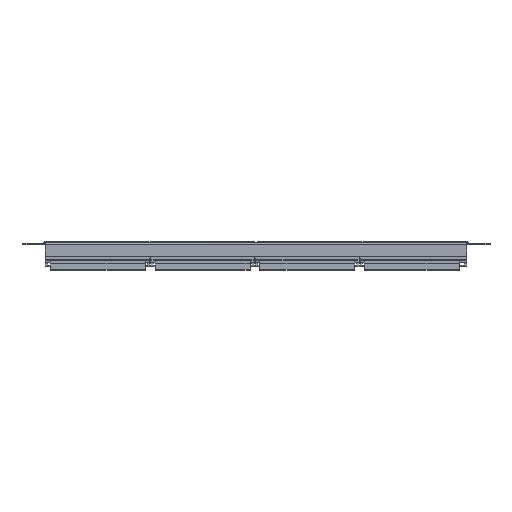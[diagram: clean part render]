
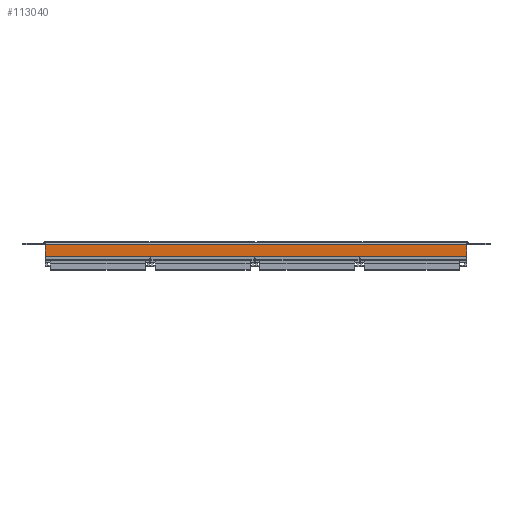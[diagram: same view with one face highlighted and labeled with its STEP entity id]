
A CAD part, front view. The second image highlights one B-rep face of the part: STEP entity #113040.
In plain terms, the highlighted planar face has unit normal (0, -1, 0).
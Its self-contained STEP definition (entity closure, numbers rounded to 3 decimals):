
#670 = LINE ( 'NONE', #122315, #120548 ) ;
#2799 = EDGE_CURVE ( 'NONE', #13044, #47553, #670, .T. ) ;
#13044 = VERTEX_POINT ( 'NONE', #85582 ) ;
#15226 = CARTESIAN_POINT ( 'NONE',  ( -217.5, -22., -12. ) ) ;
#17260 = EDGE_CURVE ( 'NONE', #67120, #27966, #94748, .T. ) ;
#27966 = VERTEX_POINT ( 'NONE', #40378 ) ;
#30486 = ORIENTED_EDGE ( 'NONE', *, *, #52456, .F. ) ;
#31431 = CARTESIAN_POINT ( 'NONE',  ( -217.5, -22., -16.3 ) ) ;
#37217 = VECTOR ( 'NONE', #49690, 1000. ) ;
#40378 = CARTESIAN_POINT ( 'NONE',  ( -217.5, -22., 0. ) ) ;
#47553 = VERTEX_POINT ( 'NONE', #57271 ) ;
#48342 = CARTESIAN_POINT ( 'NONE',  ( 217.5, -22., -16.3 ) ) ;
#49690 = DIRECTION ( 'NONE',  ( 0., 0., 1. ) ) ;
#49796 = ORIENTED_EDGE ( 'NONE', *, *, #51854, .T. ) ;
#51854 = EDGE_CURVE ( 'NONE', #74266, #27966, #96509, .T. ) ;
#52456 = EDGE_CURVE ( 'NONE', #56976, #67120, #103116, .T. ) ;
#56976 = VERTEX_POINT ( 'NONE', #92093 ) ;
#57271 = CARTESIAN_POINT ( 'NONE',  ( 217.5, -22., 0. ) ) ;
#57710 = EDGE_CURVE ( 'NONE', #56976, #47553, #107695, .T. ) ;
#64931 = EDGE_CURVE ( 'NONE', #13044, #74266, #84933, .T. ) ;
#65322 = VECTOR ( 'NONE', #124983, 1000. ) ;
#66202 = AXIS2_PLACEMENT_3D ( 'NONE', #116681, #117129, #96471 ) ;
#67120 = VERTEX_POINT ( 'NONE', #15226 ) ;
#69048 = CARTESIAN_POINT ( 'NONE',  ( -217.5, -22., 0.5 ) ) ;
#69068 = DIRECTION ( 'NONE',  ( -1., 0., 0. ) ) ;
#72608 = ORIENTED_EDGE ( 'NONE', *, *, #57710, .T. ) ;
#73036 = ORIENTED_EDGE ( 'NONE', *, *, #64931, .T. ) ;
#74266 = VERTEX_POINT ( 'NONE', #69048 ) ;
#82256 = ORIENTED_EDGE ( 'NONE', *, *, #17260, .F. ) ;
#84933 = LINE ( 'NONE', #96556, #88191 ) ;
#85547 = PLANE ( 'NONE',  #66202 ) ;
#85582 = CARTESIAN_POINT ( 'NONE',  ( 217.5, -22., 0.5 ) ) ;
#88191 = VECTOR ( 'NONE', #69068, 1000. ) ;
#89896 = ORIENTED_EDGE ( 'NONE', *, *, #2799, .F. ) ;
#91605 = FACE_OUTER_BOUND ( 'NONE', #103303, .T. ) ;
#92093 = CARTESIAN_POINT ( 'NONE',  ( 217.5, -22., -12. ) ) ;
#94748 = LINE ( 'NONE', #31431, #65322 ) ;
#96471 = DIRECTION ( 'NONE',  ( 0., 0., 1. ) ) ;
#96509 = LINE ( 'NONE', #103958, #104833 ) ;
#96556 = CARTESIAN_POINT ( 'NONE',  ( -217.5, -22., 0.5 ) ) ;
#101630 = DIRECTION ( 'NONE',  ( 0., 0., -1. ) ) ;
#103116 = LINE ( 'NONE', #104896, #127744 ) ;
#103303 = EDGE_LOOP ( 'NONE', ( #89896, #73036, #49796, #82256, #30486, #72608 ) ) ;
#103958 = CARTESIAN_POINT ( 'NONE',  ( -217.5, -22., 1.5 ) ) ;
#104833 = VECTOR ( 'NONE', #128282, 1000. ) ;
#104896 = CARTESIAN_POINT ( 'NONE',  ( 217.5, -22., -12. ) ) ;
#107695 = LINE ( 'NONE', #48342, #37217 ) ;
#113040 = ADVANCED_FACE ( 'NONE', ( #91605 ), #85547, .F. ) ;
#116681 = CARTESIAN_POINT ( 'NONE',  ( -241.5, -22., 1.5 ) ) ;
#117129 = DIRECTION ( 'NONE',  ( 0., 1., 0. ) ) ;
#120548 = VECTOR ( 'NONE', #101630, 1000. ) ;
#122315 = CARTESIAN_POINT ( 'NONE',  ( 217.5, -22., 1.5 ) ) ;
#124983 = DIRECTION ( 'NONE',  ( 0., 0., 1. ) ) ;
#127744 = VECTOR ( 'NONE', #136124, 1000. ) ;
#128282 = DIRECTION ( 'NONE',  ( 0., 0., -1. ) ) ;
#136124 = DIRECTION ( 'NONE',  ( -1., 0., 0. ) ) ;
